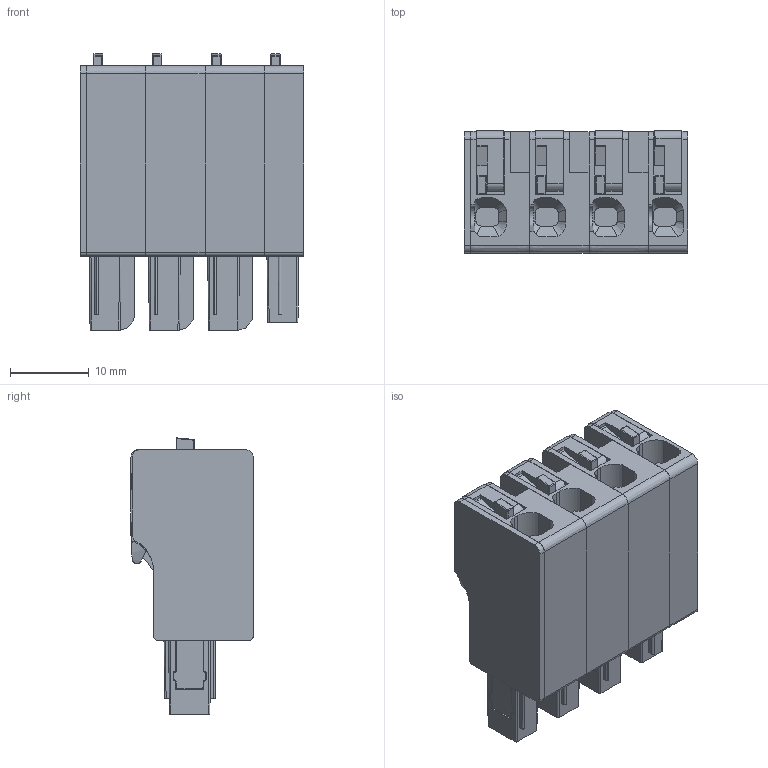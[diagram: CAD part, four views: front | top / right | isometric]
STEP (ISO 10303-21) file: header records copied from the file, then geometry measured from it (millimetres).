
FILE_DESCRIPTION(('CATIA V5 STEP Exchange','CAx-IF Rec.Pracs.--- Model Styling and Organization---1.4--- 2014-01-23'),'2;1');
FILE_NAME ('1361634-2_0_8000078330_8000078330.stp','2021-10-26T09:43:45+00:00',('none'),('Weidmueller'),'CATIA Version 5-6 Release 2016 SP3 HF44','CATIA V5 STEP AP214','none');
FILE_SCHEMA(('AUTOMOTIVE_DESIGN { 1 0 10303 214 1 1 1 1 }'));
Length unit declared in the file: millimetre
Products named in the file (1): 8000078330
Bounding box: 28.3 x 15.5 x 35 mm (x, y, z)
Volume: 9486.3 mm3; surface area: 9094.7 mm2
Topology: 13 solids, 13 shells, 1103 faces, 3058 edges, 2001 vertices
Faces by surface type: plane 639, cylinder 353, cone 38, sphere 32, bspline 20, torus 12, extrusion 9
Entity records: 38019 total; most frequent: CARTESIAN_POINT 10970, ORIENTED_EDGE 6052, DIRECTION 4662, EDGE_CURVE 3026, VERTEX_POINT 2001, VECTOR 1976, LINE 1967, AXIS2_PLACEMENT_3D 1613
